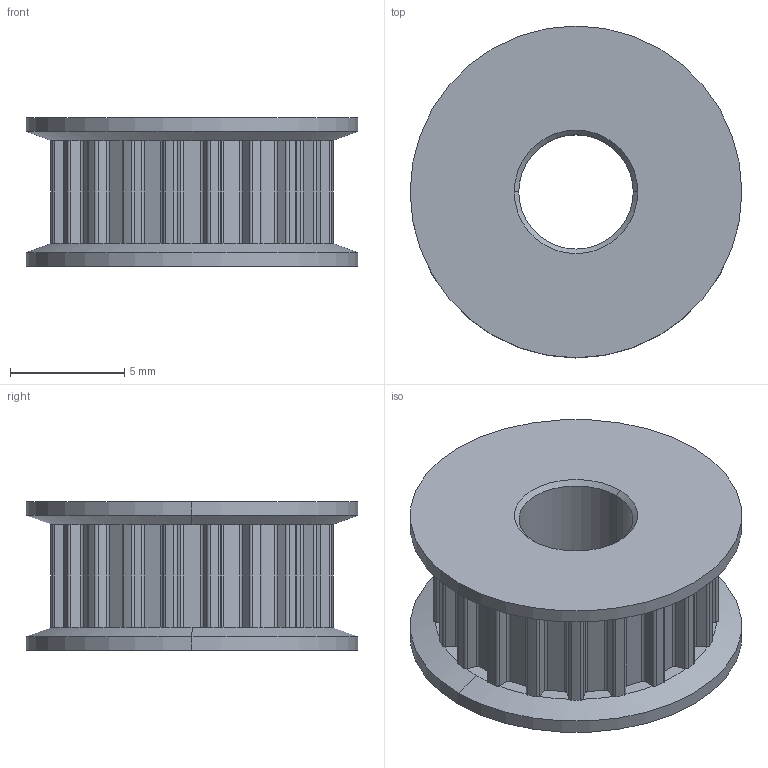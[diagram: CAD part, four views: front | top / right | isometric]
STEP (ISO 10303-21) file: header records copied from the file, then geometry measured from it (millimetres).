
FILE_DESCRIPTION (( 'STEP AP214' ), '1' );
FILE_NAME ('4333240000494.STEP', '2017-11-21T08:35:23', ( '13' ), ( '' ), 'SwSTEP 2.0', 'SolidWorks 2012', '' );
FILE_SCHEMA (( 'AUTOMOTIVE_DESIGN' ));
Length unit declared in the file: millimetre
Products named in the file (1): 4333240000494
Bounding box: 14.5 x 14.5 x 6.5 mm (x, y, z)
Volume: 664.3 mm3; surface area: 810.4 mm2
Topology: 1 solids, 1 shells, 256 faces, 674 edges, 420 vertices
Faces by surface type: plane 142, cylinder 106, cone 8
Entity records: 8032 total; most frequent: DIRECTION 1568, CARTESIAN_POINT 1351, ORIENTED_EDGE 1348, EDGE_CURVE 674, AXIS2_PLACEMENT_3D 637, VERTEX_POINT 420, CIRCLE 380, LINE 294
